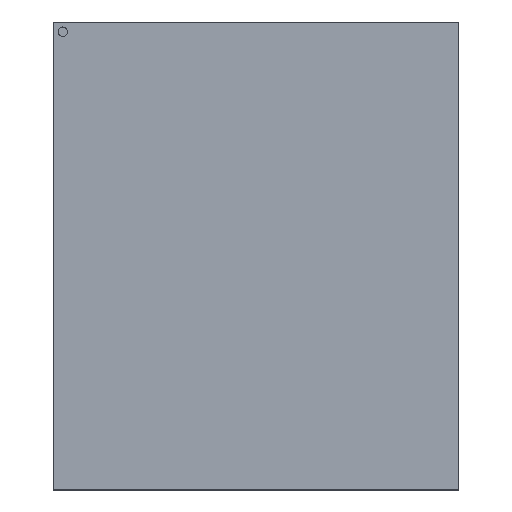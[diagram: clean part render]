
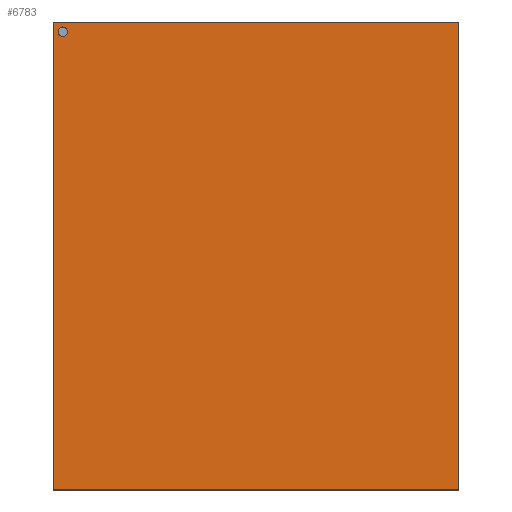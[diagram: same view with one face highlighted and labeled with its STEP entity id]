
A CAD part, top view. The second image highlights one B-rep face of the part: STEP entity #6783.
In plain terms, the highlighted planar face has unit normal (0, 0, 1).
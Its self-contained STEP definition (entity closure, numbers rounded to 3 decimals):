
#2512 = VERTEX_POINT('',#2513);
#2513 = CARTESIAN_POINT('',(-6.5,7.5,1.2));
#2521 = VERTEX_POINT('',#2522);
#2522 = CARTESIAN_POINT('',(6.5,7.5,1.2));
#2528 = EDGE_CURVE('',#2512,#2521,#2529,.T.);
#2529 = LINE('',#2530,#2531);
#2530 = CARTESIAN_POINT('',(-6.5,7.5,1.2));
#2531 = VECTOR('',#2532,1.);
#2532 = DIRECTION('',(1.,0.,0.));
#2544 = EDGE_CURVE('',#2521,#2545,#2547,.T.);
#2545 = VERTEX_POINT('',#2546);
#2546 = CARTESIAN_POINT('',(6.5,-7.5,1.2));
#2547 = LINE('',#2548,#2549);
#2548 = CARTESIAN_POINT('',(6.5,7.5,1.2));
#2549 = VECTOR('',#2550,1.);
#2550 = DIRECTION('',(0.,-1.,0.));
#2568 = EDGE_CURVE('',#2512,#2569,#2571,.T.);
#2569 = VERTEX_POINT('',#2570);
#2570 = CARTESIAN_POINT('',(-6.5,-7.5,1.2));
#2571 = LINE('',#2572,#2573);
#2572 = CARTESIAN_POINT('',(-6.5,7.5,1.2));
#2573 = VECTOR('',#2574,1.);
#2574 = DIRECTION('',(0.,-1.,0.));
#2593 = EDGE_CURVE('',#2569,#2545,#2594,.T.);
#2594 = LINE('',#2595,#2596);
#2595 = CARTESIAN_POINT('',(-6.5,-7.5,1.2));
#2596 = VECTOR('',#2597,1.);
#2597 = DIRECTION('',(1.,0.,0.));
#6783 = ADVANCED_FACE('',(#6784,#6790),#6801,.T.);
#6784 = FACE_BOUND('',#6785,.T.);
#6785 = EDGE_LOOP('',(#6786,#6787,#6788,#6789));
#6786 = ORIENTED_EDGE('',*,*,#2528,.F.);
#6787 = ORIENTED_EDGE('',*,*,#2568,.T.);
#6788 = ORIENTED_EDGE('',*,*,#2593,.T.);
#6789 = ORIENTED_EDGE('',*,*,#2544,.F.);
#6790 = FACE_BOUND('',#6791,.T.);
#6791 = EDGE_LOOP('',(#6792));
#6792 = ORIENTED_EDGE('',*,*,#6793,.T.);
#6793 = EDGE_CURVE('',#6794,#6794,#6796,.T.);
#6794 = VERTEX_POINT('',#6795);
#6795 = CARTESIAN_POINT('',(-6.19,7.04,1.2));
#6796 = CIRCLE('',#6797,0.15);
#6797 = AXIS2_PLACEMENT_3D('',#6798,#6799,#6800);
#6798 = CARTESIAN_POINT('',(-6.19,7.19,1.2));
#6799 = DIRECTION('',(-0.,0.,-1.));
#6800 = DIRECTION('',(0.,-1.,0.));
#6801 = PLANE('',#6802);
#6802 = AXIS2_PLACEMENT_3D('',#6803,#6804,#6805);
#6803 = CARTESIAN_POINT('',(-6.5,7.5,1.2));
#6804 = DIRECTION('',(0.,0.,1.));
#6805 = DIRECTION('',(0.,-1.,0.));
